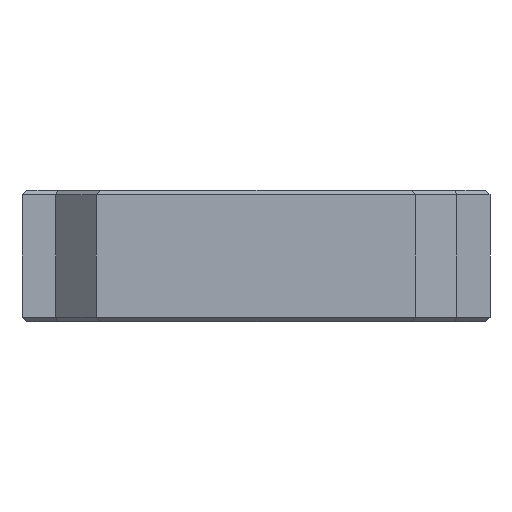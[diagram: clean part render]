
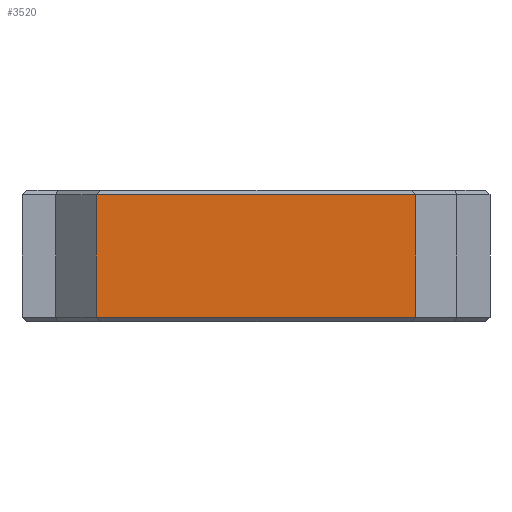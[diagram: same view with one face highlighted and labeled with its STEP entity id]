
A CAD part, left-side view. The second image highlights one B-rep face of the part: STEP entity #3520.
In plain terms, the highlighted planar face has unit normal (-1, 0, 0).
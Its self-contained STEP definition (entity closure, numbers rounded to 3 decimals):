
#109=PLANE('',#3678);
#365=FACE_OUTER_BOUND('',#568,.T.);
#568=EDGE_LOOP('',(#3223,#3224,#3225,#3226));
#878=LINE('',#11184,#1216);
#903=LINE('',#11234,#1241);
#905=LINE('',#11238,#1243);
#906=LINE('',#11239,#1244);
#1216=VECTOR('',#4170,10.);
#1241=VECTOR('',#4221,10.);
#1243=VECTOR('',#4225,10.);
#1244=VECTOR('',#4226,10.);
#1763=VERTEX_POINT('',#11179);
#1764=VERTEX_POINT('',#11183);
#1776=VERTEX_POINT('',#11233);
#1777=VERTEX_POINT('',#11237);
#2239=EDGE_CURVE('',#1763,#1764,#878,.T.);
#2264=EDGE_CURVE('',#1764,#1776,#903,.T.);
#2266=EDGE_CURVE('',#1763,#1777,#905,.T.);
#2267=EDGE_CURVE('',#1776,#1777,#906,.T.);
#3223=ORIENTED_EDGE('',*,*,#2239,.F.);
#3224=ORIENTED_EDGE('',*,*,#2266,.T.);
#3225=ORIENTED_EDGE('',*,*,#2267,.F.);
#3226=ORIENTED_EDGE('',*,*,#2264,.F.);
#3520=ADVANCED_FACE('',(#365),#109,.T.);
#3678=AXIS2_PLACEMENT_3D('',#11236,#4223,#4224);
#4170=DIRECTION('',(0.,1.,0.));
#4221=DIRECTION('',(0.,0.,1.));
#4223=DIRECTION('center_axis',(-1.,0.,0.));
#4224=DIRECTION('ref_axis',(0.,1.,0.));
#4225=DIRECTION('',(0.,0.,1.));
#4226=DIRECTION('',(0.,-1.,0.));
#11179=CARTESIAN_POINT('',(-60.33,3.93,8.5));
#11183=CARTESIAN_POINT('',(-60.33,37.93,8.5));
#11184=CARTESIAN_POINT('',(-60.33,12.53,8.5));
#11233=CARTESIAN_POINT('',(-60.33,37.93,21.5));
#11234=CARTESIAN_POINT('',(-60.33,37.93,8.));
#11236=CARTESIAN_POINT('Origin',(-60.33,4.13,22.));
#11237=CARTESIAN_POINT('',(-60.33,3.93,21.5));
#11238=CARTESIAN_POINT('',(-60.33,3.93,8.));
#11239=CARTESIAN_POINT('',(-60.33,12.53,21.5));
